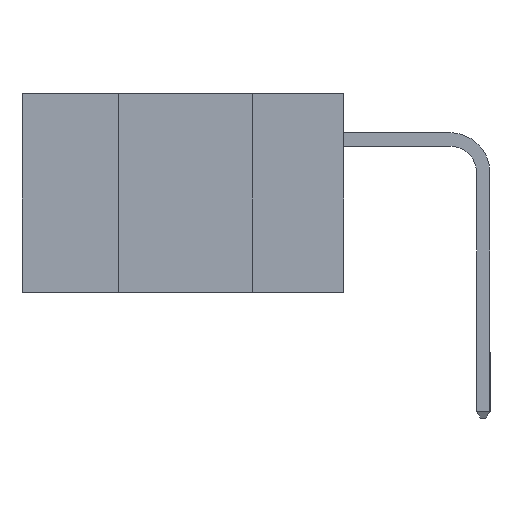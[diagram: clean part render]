
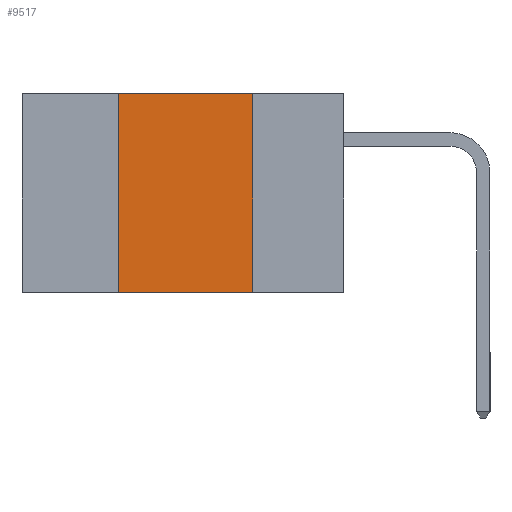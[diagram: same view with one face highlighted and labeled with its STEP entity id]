
A CAD part, left-side view. The second image highlights one B-rep face of the part: STEP entity #9517.
In plain terms, the highlighted planar face has unit normal (-1, 0, 0).
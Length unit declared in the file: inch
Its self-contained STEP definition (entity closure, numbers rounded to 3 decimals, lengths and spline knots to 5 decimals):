
#265 = CARTESIAN_POINT ( 'NONE',  ( 0., 0.6, 0. ) ) ;
#1551 = LINE ( 'NONE', #17337, #23699 ) ;
#2093 = DIRECTION ( 'NONE',  ( 1., 0., 0. ) ) ;
#2570 = VECTOR ( 'NONE', #16330, 39.37008 ) ;
#2803 = FACE_OUTER_BOUND ( 'NONE', #12712, .T. ) ;
#3415 = EDGE_CURVE ( 'NONE', #5976, #13829, #4246, .T. ) ;
#4147 = DIRECTION ( 'NONE',  ( 0., 0., -1. ) ) ;
#4246 = LINE ( 'NONE', #24802, #2570 ) ;
#4283 = CARTESIAN_POINT ( 'NONE',  ( 0., 0.42, 0. ) ) ;
#4790 = VERTEX_POINT ( 'NONE', #4283 ) ;
#5863 = LINE ( 'NONE', #8613, #21637 ) ;
#5976 = VERTEX_POINT ( 'NONE', #12530 ) ;
#8178 = ORIENTED_EDGE ( 'NONE', *, *, #14443, .T. ) ;
#8613 = CARTESIAN_POINT ( 'NONE',  ( 0., 0.6, -0.37 ) ) ;
#9517 = ADVANCED_FACE ( 'NONE', ( #2803 ), #21626, .F. ) ;
#11843 = VECTOR ( 'NONE', #20074, 39.37008 ) ;
#11916 = CARTESIAN_POINT ( 'NONE',  ( 0., 0.17, -0.37 ) ) ;
#12530 = CARTESIAN_POINT ( 'NONE',  ( 0., 0.17, 0. ) ) ;
#12705 = ORIENTED_EDGE ( 'NONE', *, *, #23332, .F. ) ;
#12712 = EDGE_LOOP ( 'NONE', ( #20280, #12705, #22967, #8178 ) ) ;
#13829 = VERTEX_POINT ( 'NONE', #11916 ) ;
#14443 = EDGE_CURVE ( 'NONE', #19676, #13829, #5863, .T. ) ;
#15721 = CARTESIAN_POINT ( 'NONE',  ( 0., 0.42, -0.37 ) ) ;
#16330 = DIRECTION ( 'NONE',  ( 0., 0., -1. ) ) ;
#16423 = AXIS2_PLACEMENT_3D ( 'NONE', #265, #2093, #4147 ) ;
#17337 = CARTESIAN_POINT ( 'NONE',  ( 0., 0.42, 0. ) ) ;
#17908 = CARTESIAN_POINT ( 'NONE',  ( 0., 0.6, 0. ) ) ;
#19480 = DIRECTION ( 'NONE',  ( 0., 0., 1. ) ) ;
#19676 = VERTEX_POINT ( 'NONE', #15721 ) ;
#20074 = DIRECTION ( 'NONE',  ( 0., -1., 0. ) ) ;
#20280 = ORIENTED_EDGE ( 'NONE', *, *, #3415, .F. ) ;
#21626 = PLANE ( 'NONE',  #16423 ) ;
#21637 = VECTOR ( 'NONE', #23384, 39.37008 ) ;
#22967 = ORIENTED_EDGE ( 'NONE', *, *, #25273, .F. ) ;
#23332 = EDGE_CURVE ( 'NONE', #4790, #5976, #23832, .T. ) ;
#23384 = DIRECTION ( 'NONE',  ( 0., -1., 0. ) ) ;
#23699 = VECTOR ( 'NONE', #19480, 39.37008 ) ;
#23832 = LINE ( 'NONE', #17908, #11843 ) ;
#24802 = CARTESIAN_POINT ( 'NONE',  ( 0., 0.17, 0. ) ) ;
#25273 = EDGE_CURVE ( 'NONE', #19676, #4790, #1551, .T. ) ;
